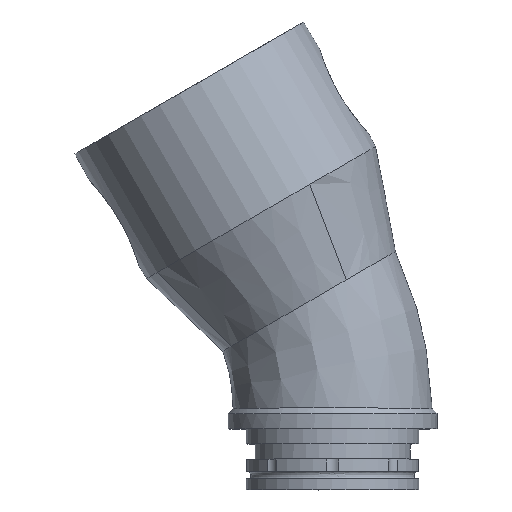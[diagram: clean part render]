
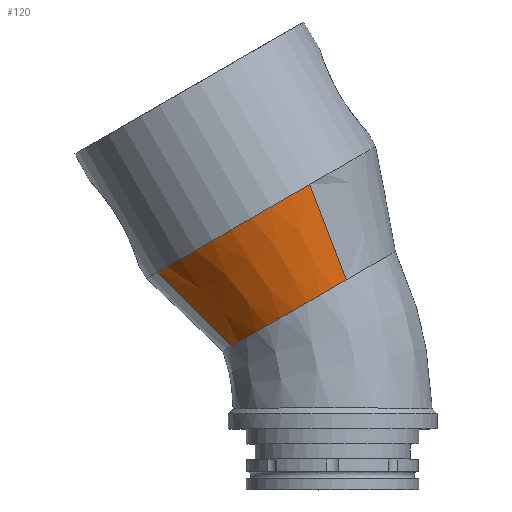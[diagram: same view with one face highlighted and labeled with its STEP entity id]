
A CAD part, front view. The second image highlights one B-rep face of the part: STEP entity #120.
In plain terms, the highlighted free-form (B-spline) face has degree [3, 3] with [4, 7] control points.
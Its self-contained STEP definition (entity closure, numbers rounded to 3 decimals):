
#120=ADVANCED_FACE('',(#233),#1851,.T.);
#233=FACE_OUTER_BOUND('',#349,.T.);
#349=EDGE_LOOP('',(#900,#901,#902,#903,#904));
#900=ORIENTED_EDGE('',*,*,#1231,.T.);
#901=ORIENTED_EDGE('',*,*,#1244,.T.);
#902=ORIENTED_EDGE('',*,*,#957,.T.);
#903=ORIENTED_EDGE('',*,*,#961,.T.);
#904=ORIENTED_EDGE('',*,*,#1246,.F.);
#957=EDGE_CURVE('',#1587,#1585,#1332,.T.);
#961=EDGE_CURVE('',#1585,#1588,#1336,.T.);
#1231=EDGE_CURVE('',#1762,#1759,#1285,.T.);
#1244=EDGE_CURVE('',#1759,#1587,#1412,.T.);
#1246=EDGE_CURVE('',#1762,#1588,#1414,.T.);
#1285=TRIMMED_CURVE($,#1330,(#28945),(#28946),.T.,.CARTESIAN.);
#1330=CIRCLE('',#2053,25.8);
#1332=(
BOUNDED_CURVE()
B_SPLINE_CURVE(3,(#23050,#23051,#23052,#23053),.UNSPECIFIED.,.F.,.F.)
B_SPLINE_CURVE_WITH_KNOTS((4,4),(-167.193,-150.933),
 .UNSPECIFIED.)
CURVE()
GEOMETRIC_REPRESENTATION_ITEM()
RATIONAL_B_SPLINE_CURVE((1.,1.,1.,1.))
REPRESENTATION_ITEM('')
);
#1336=(
BOUNDED_CURVE()
B_SPLINE_CURVE(3,(#23075,#23076,#23077,#23078),.UNSPECIFIED.,.F.,.F.)
B_SPLINE_CURVE_WITH_KNOTS((4,4),(-150.933,-125.395),
 .UNSPECIFIED.)
CURVE()
GEOMETRIC_REPRESENTATION_ITEM()
RATIONAL_B_SPLINE_CURVE((1.,1.,1.,1.))
REPRESENTATION_ITEM('')
);
#1412=(
BOUNDED_CURVE()
B_SPLINE_CURVE(3,(#30989,#30990,#30991,#30992),.UNSPECIFIED.,.F.,.F.)
B_SPLINE_CURVE_WITH_KNOTS((4,4),(0.,21.001),.UNSPECIFIED.)
CURVE()
GEOMETRIC_REPRESENTATION_ITEM()
RATIONAL_B_SPLINE_CURVE((1.,1.,1.,1.))
REPRESENTATION_ITEM('')
);
#1414=(
BOUNDED_CURVE()
B_SPLINE_CURVE(3,(#30997,#30998,#30999,#31000),.UNSPECIFIED.,.F.,.F.)
B_SPLINE_CURVE_WITH_KNOTS((4,4),(0.,21.001),.UNSPECIFIED.)
CURVE()
GEOMETRIC_REPRESENTATION_ITEM()
RATIONAL_B_SPLINE_CURVE((1.,1.,1.,1.))
REPRESENTATION_ITEM('')
);
#1585=VERTEX_POINT('',#22842);
#1587=VERTEX_POINT('',#22844);
#1588=VERTEX_POINT('',#22845);
#1759=VERTEX_POINT('',#23016);
#1762=VERTEX_POINT('',#23019);
#1851=(
BOUNDED_SURFACE()
B_SPLINE_SURFACE(3,3,((#13561,#13562,#13563,#13564,#13565,#13566,#13567),
(#13568,#13569,#13570,#13571,#13572,#13573,#13574),(#13575,#13576,#13577,
#13578,#13579,#13580,#13581),(#13582,#13583,#13584,#13585,#13586,#13587,
#13588)),.UNSPECIFIED.,.F.,.F.,.F.)
B_SPLINE_SURFACE_WITH_KNOTS((4,4),(4,3,4),(0.,21.001),(-167.193,
-150.933,-125.395),.UNSPECIFIED.)
GEOMETRIC_REPRESENTATION_ITEM()
RATIONAL_B_SPLINE_SURFACE(((1.,0.924,0.878,0.861,
0.834,0.881,1.),(1.,0.949,0.918,
0.907,0.89,0.92,1.),(1.,0.975,
0.959,0.954,0.945,0.96,
1.),(1.,1.,1.,1.,1.,1.,1.)))
REPRESENTATION_ITEM('')
SURFACE()
);
#2053=AXIS2_PLACEMENT_3D($,#28944,#2184,#2185);
#2184=DIRECTION('',(0.5,0.,-0.866));
#2185=DIRECTION('',(0.366,-0.906,0.211));
#13561=CARTESIAN_POINT('',(-271.864,541.075,43.045));
#13562=CARTESIAN_POINT('',(-269.99,536.434,44.127));
#13563=CARTESIAN_POINT('',(-266.978,532.486,45.866));
#13564=CARTESIAN_POINT('',(-262.956,529.75,48.188));
#13565=CARTESIAN_POINT('',(-256.31,525.228,52.025));
#13566=CARTESIAN_POINT('',(-248.793,525.029,56.365));
#13567=CARTESIAN_POINT('',(-242.171,528.595,60.188));
#13568=CARTESIAN_POINT('',(-267.056,541.916,38.262));
#13569=CARTESIAN_POINT('',(-265.079,537.722,39.));
#13570=CARTESIAN_POINT('',(-262.14,534.148,40.428));
#13571=CARTESIAN_POINT('',(-258.38,531.687,42.496));
#13572=CARTESIAN_POINT('',(-252.282,527.696,45.85));
#13573=CARTESIAN_POINT('',(-245.542,527.483,50.026));
#13574=CARTESIAN_POINT('',(-239.799,530.534,53.994));
#13575=CARTESIAN_POINT('',(-262.248,542.758,33.479));
#13576=CARTESIAN_POINT('',(-260.423,538.943,34.139));
#13577=CARTESIAN_POINT('',(-257.713,535.668,35.453));
#13578=CARTESIAN_POINT('',(-254.249,533.436,37.358));
#13579=CARTESIAN_POINT('',(-248.724,529.876,40.397));
#13580=CARTESIAN_POINT('',(-242.56,529.733,44.212));
#13581=CARTESIAN_POINT('',(-237.427,532.472,47.8));
#13582=CARTESIAN_POINT('',(-257.44,543.6,28.695));
#13583=CARTESIAN_POINT('',(-256.003,540.102,29.524));
#13584=CARTESIAN_POINT('',(-253.647,537.064,30.883));
#13585=CARTESIAN_POINT('',(-250.501,535.022,32.697));
#13586=CARTESIAN_POINT('',(-245.56,531.815,35.547));
#13587=CARTESIAN_POINT('',(-239.815,531.804,38.86));
#13588=CARTESIAN_POINT('',(-235.055,534.41,41.605));
#22842=CARTESIAN_POINT('',(-250.501,535.022,32.697));
#22844=CARTESIAN_POINT('',(-257.44,543.6,28.695));
#22845=CARTESIAN_POINT('',(-235.055,534.41,41.605));
#23016=CARTESIAN_POINT('',(-271.864,541.075,43.045));
#23019=CARTESIAN_POINT('',(-242.171,528.595,60.188));
#23050=CARTESIAN_POINT('',(-257.44,543.6,28.695));
#23051=CARTESIAN_POINT('',(-256.003,540.102,29.524));
#23052=CARTESIAN_POINT('',(-253.647,537.064,30.883));
#23053=CARTESIAN_POINT('',(-250.501,535.022,32.697));
#23075=CARTESIAN_POINT('',(-250.501,535.022,32.697));
#23076=CARTESIAN_POINT('',(-245.56,531.815,35.547));
#23077=CARTESIAN_POINT('',(-239.815,531.804,38.86));
#23078=CARTESIAN_POINT('',(-235.055,534.41,41.605));
#28944=CARTESIAN_POINT('',(-251.614,551.978,54.737));
#28945=CARTESIAN_POINT('',(-242.171,528.595,60.188));
#28946=CARTESIAN_POINT('',(-271.864,541.075,43.045));
#30989=CARTESIAN_POINT('',(-271.864,541.075,43.045));
#30990=CARTESIAN_POINT('',(-267.056,541.916,38.262));
#30991=CARTESIAN_POINT('',(-262.248,542.758,33.479));
#30992=CARTESIAN_POINT('',(-257.44,543.6,28.695));
#30997=CARTESIAN_POINT('',(-242.171,528.595,60.188));
#30998=CARTESIAN_POINT('',(-239.799,530.534,53.994));
#30999=CARTESIAN_POINT('',(-237.427,532.472,47.8));
#31000=CARTESIAN_POINT('',(-235.055,534.41,41.605));
